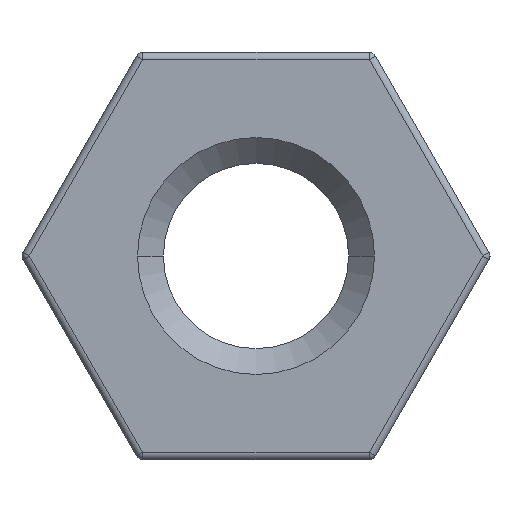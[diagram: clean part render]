
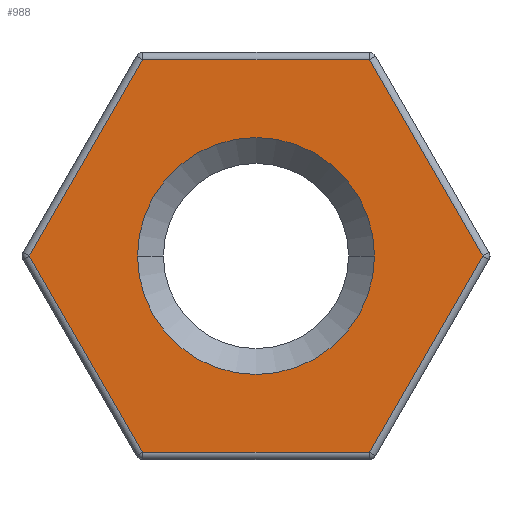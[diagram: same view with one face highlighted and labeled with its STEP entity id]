
A CAD part, left-side view. The second image highlights one B-rep face of the part: STEP entity #988.
In plain terms, the highlighted planar face has unit normal (-1, 0, 0).
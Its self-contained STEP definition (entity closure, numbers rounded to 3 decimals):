
#20 = DIRECTION ( 'NONE',  ( 0., 0.5, 0.866 ) ) ;
#26 = CARTESIAN_POINT ( 'NONE',  ( 0., -2.295, 1.325 ) ) ;
#39 = DIRECTION ( 'NONE',  ( 0., 1., 0. ) ) ;
#46 = DIRECTION ( 'NONE',  ( 1., 0., 0. ) ) ;
#57 = CARTESIAN_POINT ( 'NONE',  ( 0., 0., 0. ) ) ;
#130 = CARTESIAN_POINT ( 'NONE',  ( 0., 3.06, 0. ) ) ;
#163 = VECTOR ( 'NONE', #451, 1000. ) ;
#178 = LINE ( 'NONE', #478, #163 ) ;
#190 = VECTOR ( 'NONE', #972, 1000. ) ;
#192 = CIRCLE ( 'NONE', #1125, 1.6 ) ;
#200 = EDGE_CURVE ( 'NONE', #603, #954, #406, .T. ) ;
#205 = LINE ( 'NONE', #908, #190 ) ;
#209 = EDGE_CURVE ( 'NONE', #1008, #734, #365, .T. ) ;
#217 = VECTOR ( 'NONE', #996, 1000. ) ;
#223 = EDGE_CURVE ( 'NONE', #749, #603, #339, .T. ) ;
#227 = EDGE_CURVE ( 'NONE', #995, #977, #330, .T. ) ;
#229 = LINE ( 'NONE', #915, #217 ) ;
#262 = EDGE_CURVE ( 'NONE', #954, #828, #229, .T. ) ;
#269 = EDGE_CURVE ( 'NONE', #828, #1008, #205, .T. ) ;
#274 = EDGE_CURVE ( 'NONE', #977, #995, #192, .T. ) ;
#286 = EDGE_CURVE ( 'NONE', #734, #749, #178, .T. ) ;
#315 = AXIS2_PLACEMENT_3D ( 'NONE', #1102, #1100, #1113 ) ;
#322 = VECTOR ( 'NONE', #467, 1000. ) ;
#330 = CIRCLE ( 'NONE', #315, 1.6 ) ;
#338 = PLANE ( 'NONE',  #1095 ) ;
#339 = LINE ( 'NONE', #1118, #322 ) ;
#354 = CARTESIAN_POINT ( 'NONE',  ( 0., 1.6, 0. ) ) ;
#361 = VECTOR ( 'NONE', #20, 1000. ) ;
#365 = LINE ( 'NONE', #26, #361 ) ;
#400 = VECTOR ( 'NONE', #1130, 1000. ) ;
#406 = LINE ( 'NONE', #578, #400 ) ;
#451 = DIRECTION ( 'NONE',  ( 0., 1., 0. ) ) ;
#455 = CARTESIAN_POINT ( 'NONE',  ( 0., 0., 0. ) ) ;
#456 = DIRECTION ( 'NONE',  ( 1., 0., 0. ) ) ;
#458 = DIRECTION ( 'NONE',  ( 0., 1., 0. ) ) ;
#463 = FACE_BOUND ( 'NONE', #691, .T. ) ;
#467 = DIRECTION ( 'NONE',  ( 0., 0.5, -0.866 ) ) ;
#478 = CARTESIAN_POINT ( 'NONE',  ( 0., 0., 2.65 ) ) ;
#578 = CARTESIAN_POINT ( 'NONE',  ( 0., 2.295, -1.325 ) ) ;
#599 = ORIENTED_EDGE ( 'NONE', *, *, #269, .T. ) ;
#603 = VERTEX_POINT ( 'NONE', #130 ) ;
#688 = EDGE_LOOP ( 'NONE', ( #1033, #1212, #694, #1042, #865, #599 ) ) ;
#691 = EDGE_LOOP ( 'NONE', ( #997, #751 ) ) ;
#694 = ORIENTED_EDGE ( 'NONE', *, *, #223, .T. ) ;
#734 = VERTEX_POINT ( 'NONE', #1157 ) ;
#736 = FACE_OUTER_BOUND ( 'NONE', #688, .T. ) ;
#749 = VERTEX_POINT ( 'NONE', #1084 ) ;
#751 = ORIENTED_EDGE ( 'NONE', *, *, #274, .T. ) ;
#828 = VERTEX_POINT ( 'NONE', #1158 ) ;
#865 = ORIENTED_EDGE ( 'NONE', *, *, #262, .T. ) ;
#908 = CARTESIAN_POINT ( 'NONE',  ( 0., -2.295, -1.325 ) ) ;
#915 = CARTESIAN_POINT ( 'NONE',  ( 0., 0., -2.65 ) ) ;
#954 = VERTEX_POINT ( 'NONE', #987 ) ;
#972 = DIRECTION ( 'NONE',  ( 0., -0.5, 0.866 ) ) ;
#977 = VERTEX_POINT ( 'NONE', #1022 ) ;
#987 = CARTESIAN_POINT ( 'NONE',  ( 0., 1.53, -2.65 ) ) ;
#988 = ADVANCED_FACE ( 'NONE', ( #736, #463 ), #338, .F. ) ;
#995 = VERTEX_POINT ( 'NONE', #354 ) ;
#996 = DIRECTION ( 'NONE',  ( 0., -1., 0. ) ) ;
#997 = ORIENTED_EDGE ( 'NONE', *, *, #227, .T. ) ;
#1008 = VERTEX_POINT ( 'NONE', #1062 ) ;
#1022 = CARTESIAN_POINT ( 'NONE',  ( 0., -1.6, 0. ) ) ;
#1033 = ORIENTED_EDGE ( 'NONE', *, *, #209, .T. ) ;
#1042 = ORIENTED_EDGE ( 'NONE', *, *, #200, .T. ) ;
#1062 = CARTESIAN_POINT ( 'NONE',  ( 0., -3.06, 0. ) ) ;
#1084 = CARTESIAN_POINT ( 'NONE',  ( 0., 1.53, 2.65 ) ) ;
#1095 = AXIS2_PLACEMENT_3D ( 'NONE', #57, #46, #39 ) ;
#1100 = DIRECTION ( 'NONE',  ( 1., 0., 0. ) ) ;
#1102 = CARTESIAN_POINT ( 'NONE',  ( 0., 0., 0. ) ) ;
#1113 = DIRECTION ( 'NONE',  ( 0., 1., 0. ) ) ;
#1118 = CARTESIAN_POINT ( 'NONE',  ( 0., 2.295, 1.325 ) ) ;
#1125 = AXIS2_PLACEMENT_3D ( 'NONE', #455, #456, #458 ) ;
#1130 = DIRECTION ( 'NONE',  ( 0., -0.5, -0.866 ) ) ;
#1157 = CARTESIAN_POINT ( 'NONE',  ( 0., -1.53, 2.65 ) ) ;
#1158 = CARTESIAN_POINT ( 'NONE',  ( 0., -1.53, -2.65 ) ) ;
#1212 = ORIENTED_EDGE ( 'NONE', *, *, #286, .T. ) ;
